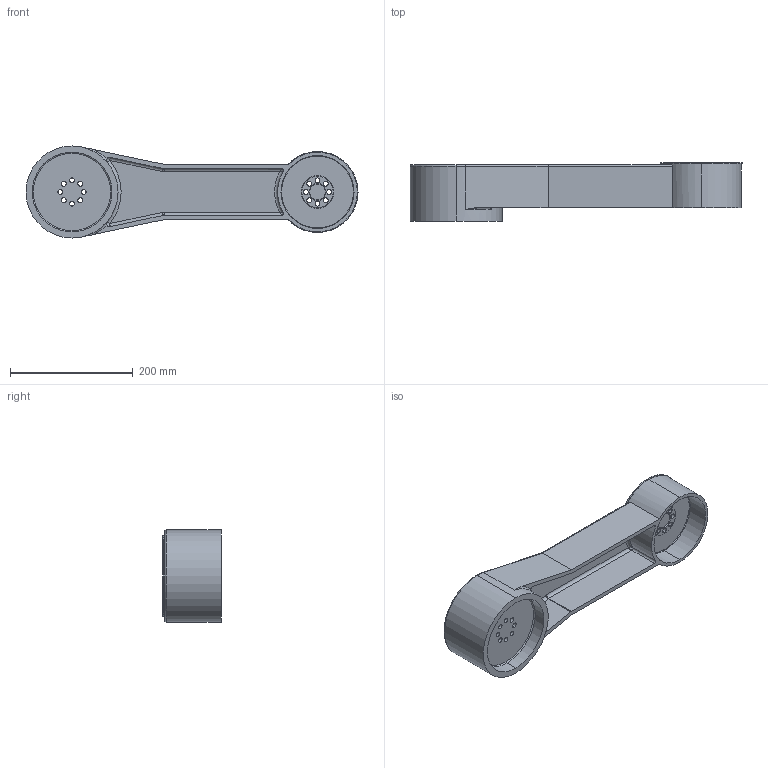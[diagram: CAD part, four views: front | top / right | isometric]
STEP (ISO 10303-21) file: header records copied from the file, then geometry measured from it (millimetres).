
FILE_DESCRIPTION (( 'STEP AP203' ), '1' );
FILE_NAME ('khau1_arm_Default_sldprt.STEP', '2023-12-06T03:32:52', ( '' ), ( '' ), 'SwSTEP 2.0', 'SolidWorks 2019', '' );
FILE_SCHEMA (( 'CONFIG_CONTROL_DESIGN' ));
Length unit declared in the file: millimetre
Products named in the file (1): khau1_arm_Default_sldprt
Bounding box: 541 x 95 x 150 mm (x, y, z)
Volume: 1329775.8 mm3; surface area: 317274.5 mm2
Topology: 1 solids, 1 shells, 123 faces, 301 edges, 186 vertices
Faces by surface type: cylinder 70, torus 25, plane 23, sphere 3, bspline 2
Entity records: 4044 total; most frequent: CARTESIAN_POINT 909, DIRECTION 713, ORIENTED_EDGE 590, AXIS2_PLACEMENT_3D 308, EDGE_CURVE 295, CIRCLE 186, VERTEX_POINT 184, EDGE_LOOP 165
